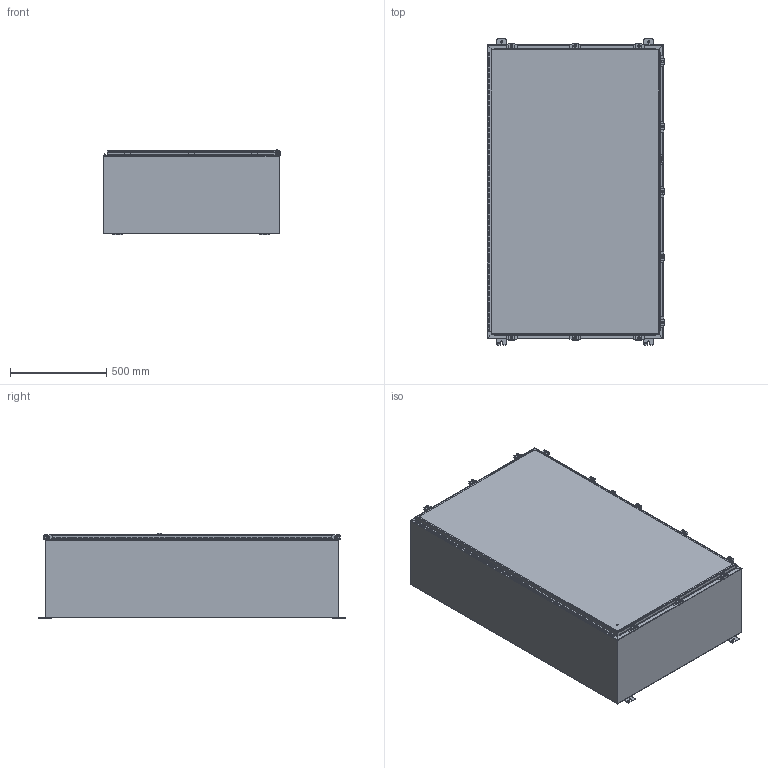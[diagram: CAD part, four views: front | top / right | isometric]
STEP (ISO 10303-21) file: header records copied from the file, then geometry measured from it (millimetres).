
FILE_DESCRIPTION (( 'STEP AP214' ), '1' );
FILE_NAME ('SSN4603616A.STEP', '2016-02-10T15:02:35', ( '' ), ( '' ), 'SwSTEP 2.0', 'SolidWorks 2014', '' );
FILE_SCHEMA (( 'AUTOMOTIVE_DESIGN' ));
Length unit declared in the file: inch
Products named in the file (20): SSN4603616ABTB; 38415; 34839; SSN4603616ALRS; 30819; SSN4603616A; HFW308001; HFW30825-4; HFW30825-3; HFW30825-2; HFW308001-1; 38859; 32874-60; 32874-60P; 32874-60L; 32874-60T; SSN46036ALID; 58x34; 3298; 38846
Assembly tree (50 placements, depth 3):
  SSN4603616A
    SSN4603616ALRS  x2
    34839  x4
    38415
    SSN4603616ABTB
    38846
    3298
    58x34
    SSN46036ALID
    32874-60
      32874-60T
      32874-60L
      32874-60P
    38859  x8
    HFW308001  x11
      HFW308001-1
      HFW30825-2
      HFW30825-3
      HFW30825-4
    30819  x11
Bounding box: 922.29 x 1587.5 x 440.82 mm (x, y, z)
Volume: 10055354 mm3; surface area: 10544496 mm2
Topology: 78 solids, 78 shells, 2976 faces, 7908 edges, 5114 vertices
Faces by surface type: cylinder 1307, plane 1222, bspline 281, sphere 66, cone 64, torus 36
Entity records: 53392 total; most frequent: CARTESIAN_POINT 11484, DIRECTION 6348, ORIENTED_EDGE 6340, EDGE_CURVE 3170, AXIS2_PLACEMENT_3D 2170, VERTEX_POINT 2068, VECTOR 2008, LINE 2008
